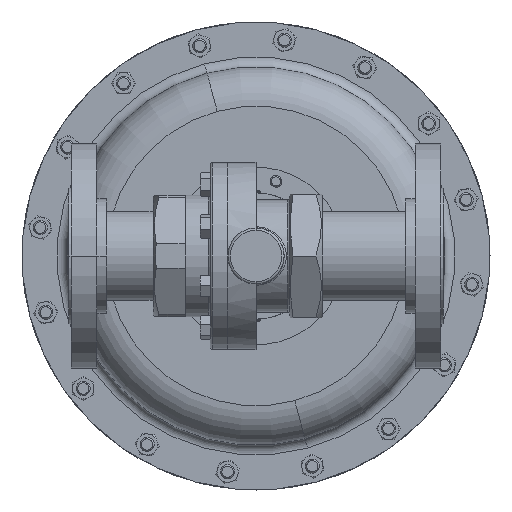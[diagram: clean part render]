
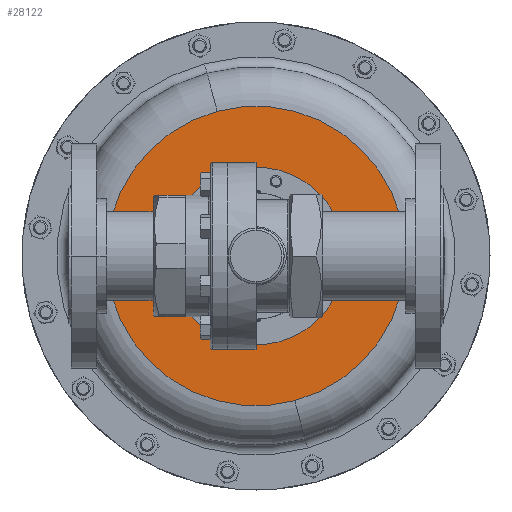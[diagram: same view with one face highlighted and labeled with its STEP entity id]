
A CAD part, front view. The second image highlights one B-rep face of the part: STEP entity #28122.
In plain terms, the highlighted planar face has unit normal (0, -1, 0).
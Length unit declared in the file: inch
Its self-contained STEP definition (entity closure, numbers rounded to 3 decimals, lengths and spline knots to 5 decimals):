
#956 = CARTESIAN_POINT ( 'NONE',  ( -1.03528, 7.0925, 3.8637 ) ) ;
#2941 = VERTEX_POINT ( 'NONE', #34405 ) ;
#3890 = CARTESIAN_POINT ( 'NONE',  ( 0., 7.0925, 0. ) ) ;
#4867 = CARTESIAN_POINT ( 'NONE',  ( 0., 7.0925, 0. ) ) ;
#4895 = PLANE ( 'NONE',  #35764 ) ;
#5322 = ORIENTED_EDGE ( 'NONE', *, *, #20745, .T. ) ;
#7371 = DIRECTION ( 'NONE',  ( 0.707, 0., 0.707 ) ) ;
#8344 = DIRECTION ( 'NONE',  ( -0.259, 0., 0.966 ) ) ;
#8379 = CARTESIAN_POINT ( 'NONE',  ( 0., 7.0925, 0. ) ) ;
#8654 = VERTEX_POINT ( 'NONE', #38008 ) ;
#9177 = VERTEX_POINT ( 'NONE', #9413 ) ;
#9413 = CARTESIAN_POINT ( 'NONE',  ( -1.67938, 7.0925, -1.67938 ) ) ;
#9623 = CIRCLE ( 'NONE', #25818, 2.375 ) ;
#10771 = EDGE_LOOP ( 'NONE', ( #14422, #5322 ) ) ;
#11129 = ORIENTED_EDGE ( 'NONE', *, *, #22102, .F. ) ;
#11741 = CIRCLE ( 'NONE', #36497, 4. ) ;
#11899 = DIRECTION ( 'NONE',  ( 0.259, 0., -0.966 ) ) ;
#11902 = DIRECTION ( 'NONE',  ( 0.707, 0., 0.707 ) ) ;
#13899 = DIRECTION ( 'NONE',  ( 0., 1., 0. ) ) ;
#14422 = ORIENTED_EDGE ( 'NONE', *, *, #31544, .T. ) ;
#16017 = CIRCLE ( 'NONE', #22464, 4. ) ;
#16472 = EDGE_LOOP ( 'NONE', ( #31433, #11129 ) ) ;
#20634 = AXIS2_PLACEMENT_3D ( 'NONE', #3890, #28300, #7371 ) ;
#20745 = EDGE_CURVE ( 'NONE', #8654, #9177, #37814, .T. ) ;
#22102 = EDGE_CURVE ( 'NONE', #2941, #44703, #11741, .T. ) ;
#22179 = CARTESIAN_POINT ( 'NONE',  ( 3.8637, 7.0925, 1.03528 ) ) ;
#22464 = AXIS2_PLACEMENT_3D ( 'NONE', #4867, #29262, #8344 ) ;
#25818 = AXIS2_PLACEMENT_3D ( 'NONE', #8379, #32773, #11902 ) ;
#27225 = FACE_BOUND ( 'NONE', #10771, .T. ) ;
#28122 = ADVANCED_FACE ( 'NONE', ( #44395, #27225 ), #4895, .T. ) ;
#28300 = DIRECTION ( 'NONE',  ( 0., 1., 0. ) ) ;
#29262 = DIRECTION ( 'NONE',  ( 0., 1., 0. ) ) ;
#31433 = ORIENTED_EDGE ( 'NONE', *, *, #41435, .F. ) ;
#31544 = EDGE_CURVE ( 'NONE', #9177, #8654, #9623, .T. ) ;
#32770 = DIRECTION ( 'NONE',  ( 0., -1., 0. ) ) ;
#32773 = DIRECTION ( 'NONE',  ( 0., 1., 0. ) ) ;
#34405 = CARTESIAN_POINT ( 'NONE',  ( 1.03528, 7.0925, -3.8637 ) ) ;
#34663 = CARTESIAN_POINT ( 'NONE',  ( 0., 7.0925, 0. ) ) ;
#35764 = AXIS2_PLACEMENT_3D ( 'NONE', #22179, #32770, #11899 ) ;
#36497 = AXIS2_PLACEMENT_3D ( 'NONE', #34663, #13899, #38088 ) ;
#37814 = CIRCLE ( 'NONE', #20634, 2.375 ) ;
#38008 = CARTESIAN_POINT ( 'NONE',  ( 1.67938, 7.0925, 1.67938 ) ) ;
#38088 = DIRECTION ( 'NONE',  ( -0.259, 0., 0.966 ) ) ;
#41435 = EDGE_CURVE ( 'NONE', #44703, #2941, #16017, .T. ) ;
#44395 = FACE_OUTER_BOUND ( 'NONE', #16472, .T. ) ;
#44703 = VERTEX_POINT ( 'NONE', #956 ) ;
